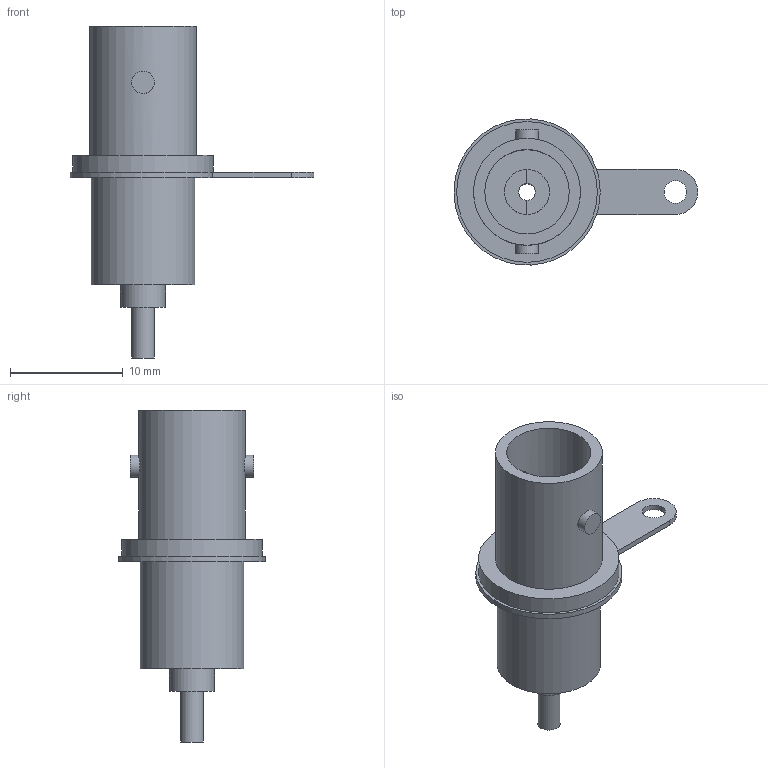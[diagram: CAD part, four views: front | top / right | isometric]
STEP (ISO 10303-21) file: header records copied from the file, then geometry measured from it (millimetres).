
FILE_DESCRIPTION(('FreeCAD Model'),'2;1');
FILE_NAME('Open CASCADE Shape Model','2023-12-01T15:51:37',('Author'),( ''),'Open CASCADE STEP processor 7.6','FreeCAD','Unknown');
FILE_SCHEMA(('AUTOMOTIVE_DESIGN { 1 0 10303 214 1 1 1 1 }'));
Length unit declared in the file: millimetre
Products named in the file (1): Pad008
Bounding box: 21.66 x 12.98 x 29.5 mm (x, y, z)
Volume: 1274.3 mm3; surface area: 1575.2 mm2
Topology: 1 solids, 1 shells, 39 faces, 72 edges, 46 vertices
Faces by surface type: cylinder 20, plane 19
Full cylindrical faces by diameter (mm): 1.5 x1, 2 x4, 4 x2, 7.5 x1, 9.2 x1, 9.4 x1, 9.5 x1, 12.5 x1
Entity records: 1394 total; most frequent: CARTESIAN_POINT 502, DIRECTION 184, ORIENTED_EDGE 144, AXIS2_PLACEMENT_3D 80, EDGE_CURVE 72, FACE_BOUND 54, EDGE_LOOP 54, VERTEX_POINT 46
